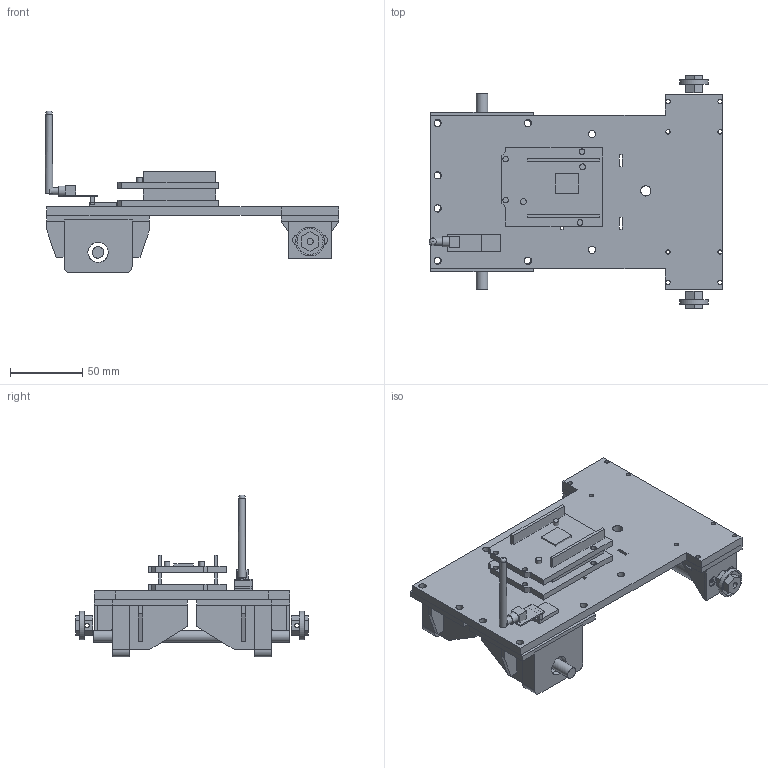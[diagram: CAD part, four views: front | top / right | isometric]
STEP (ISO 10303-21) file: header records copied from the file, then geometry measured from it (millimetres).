
FILE_DESCRIPTION(/* description */ (''),/* implementation_level */ '2;1');
FILE_NAME(/* name */ 'ASSEMB~3',/* time_stamp */ '2023-09-22T18:26:08+03:00',/* author */ (''),/* organization */ (''),/* preprocessor_version */ 'ST-DEVELOPER v16.5',/* originating_system */ '',/* authorisation */ '');
FILE_SCHEMA (('CONFIG_CONTROL_DESIGN'));
Length unit declared in the file: millimetre
Products named in the file (1): Document
Bounding box: 203.12 x 161 x 111.69 mm (x, y, z)
Volume: 317569.3 mm3; surface area: 140819.3 mm2
Topology: 26 solids, 26 shells, 380 faces, 919 edges, 603 vertices
Faces by surface type: plane 294, cylinder 55, bspline 31
Full cylindrical faces by diameter (mm): 3 x16, 3.787 x2, 3.794 x2, 3.835 x2, 3.853 x2, 4 x2, 5 x9, 7 x5, 8 x3, 14 x2, 18 x2, 20 x2, 22.3 x2, 23.208 x2
Entity records: 11829 total; most frequent: CARTESIAN_POINT 5122, ORIENTED_EDGE 1822, EDGE_CURVE 911, B_SPLINE_CURVE_WITH_KNOTS 741, VERTEX_POINT 595, EDGE_LOOP 526, ADVANCED_FACE 380, FACE_OUTER_BOUND 380
